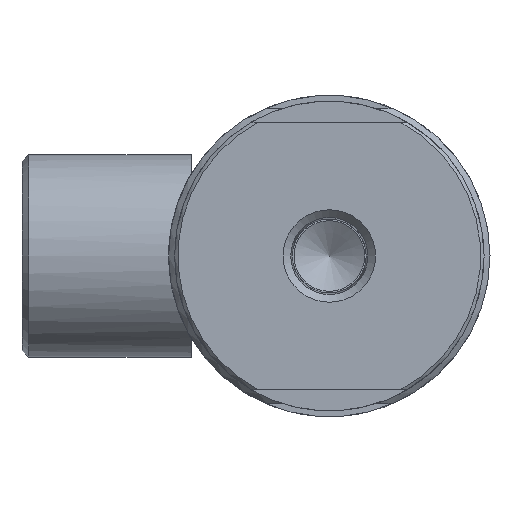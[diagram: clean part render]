
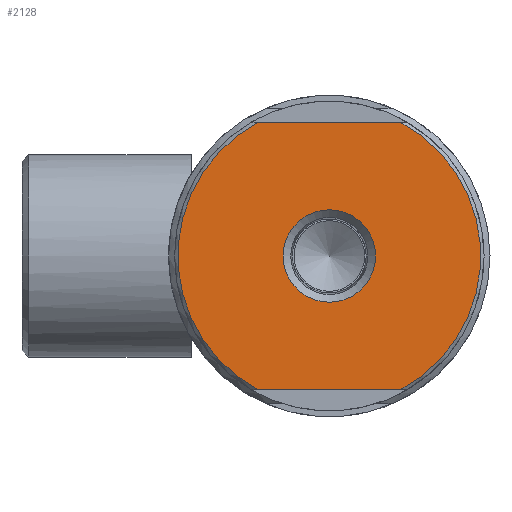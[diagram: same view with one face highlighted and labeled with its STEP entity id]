
A CAD part, left-side view. The second image highlights one B-rep face of the part: STEP entity #2128.
In plain terms, the highlighted planar face has unit normal (-1, 0, 0).
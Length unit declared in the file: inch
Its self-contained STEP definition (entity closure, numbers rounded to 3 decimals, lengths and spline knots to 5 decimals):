
#79=LINE('',#3054,#199);
#84=LINE('',#3082,#204);
#199=VECTOR('',#2429,0.62634);
#204=VECTOR('',#2452,0.62634);
#388=PLANE('',#2372);
#443=FACE_BOUND('',#741,.T.);
#584=FACE_OUTER_BOUND('',#740,.T.);
#740=EDGE_LOOP('',(#1911,#1912,#1913,#1914));
#741=EDGE_LOOP('',(#1915));
#780=CIRCLE('',#2150,0.205);
#789=CIRCLE('',#2166,0.6715);
#885=CIRCLE('',#2373,0.6715);
#896=VERTEX_POINT('',#3030);
#903=VERTEX_POINT('',#3049);
#904=VERTEX_POINT('',#3053);
#911=VERTEX_POINT('',#3073);
#912=VERTEX_POINT('',#3081);
#1098=EDGE_CURVE('',#896,#896,#780,.T.);
#1106=EDGE_CURVE('',#904,#903,#79,.T.);
#1115=EDGE_CURVE('',#904,#911,#789,.T.);
#1118=EDGE_CURVE('',#912,#911,#84,.T.);
#1381=EDGE_CURVE('',#912,#903,#885,.T.);
#1911=ORIENTED_EDGE('',*,*,#1106,.T.);
#1912=ORIENTED_EDGE('',*,*,#1381,.F.);
#1913=ORIENTED_EDGE('',*,*,#1118,.T.);
#1914=ORIENTED_EDGE('',*,*,#1115,.F.);
#1915=ORIENTED_EDGE('',*,*,#1098,.T.);
#2128=ADVANCED_FACE('',(#584,#443),#388,.T.);
#2150=AXIS2_PLACEMENT_3D('',#3031,#2407,#2408);
#2166=AXIS2_PLACEMENT_3D('',#3074,#2445,#2446);
#2372=AXIS2_PLACEMENT_3D('',#3865,#2971,#2972);
#2373=AXIS2_PLACEMENT_3D('',#3866,#2973,#2974);
#2407=DIRECTION('center_axis',(1.,0.,0.));
#2408=DIRECTION('ref_axis',(0.,-1.,0.));
#2429=DIRECTION('',(0.,1.,0.));
#2445=DIRECTION('center_axis',(1.,0.,0.));
#2446=DIRECTION('ref_axis',(0.,1.,0.));
#2452=DIRECTION('',(0.,-1.,0.));
#2971=DIRECTION('center_axis',(-1.,0.,0.));
#2972=DIRECTION('ref_axis',(0.,0.,1.));
#2973=DIRECTION('center_axis',(1.,0.,0.));
#2974=DIRECTION('ref_axis',(0.,1.,0.));
#3030=CARTESIAN_POINT('',(0.,-0.205,0.));
#3031=CARTESIAN_POINT('Origin',(0.,0.,
0.));
#3049=CARTESIAN_POINT('',(0.,0.31317,0.594));
#3053=CARTESIAN_POINT('',(0.,-0.31317,0.594));
#3054=CARTESIAN_POINT('',(0.,0.5259,0.594));
#3073=CARTESIAN_POINT('',(0.,-0.31317,-0.594));
#3074=CARTESIAN_POINT('Origin',(0.,0.,0.));
#3081=CARTESIAN_POINT('',(0.,0.31317,-0.594));
#3082=CARTESIAN_POINT('',(0.,0.5259,-0.594));
#3865=CARTESIAN_POINT('Origin',(0.,0.33575,0.));
#3866=CARTESIAN_POINT('Origin',(0.,0.,0.));
